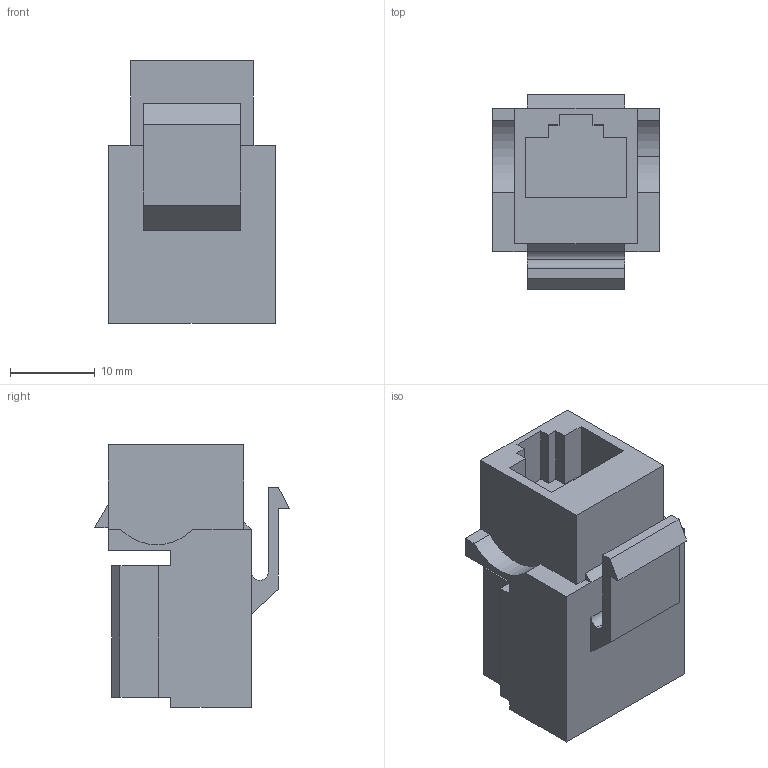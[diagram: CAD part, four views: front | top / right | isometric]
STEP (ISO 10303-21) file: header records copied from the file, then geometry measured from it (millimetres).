
FILE_DESCRIPTION (( 'STEP AP203' ), '1' );
FILE_NAME ('CS1-1C5EU-D1 ITK Ìîäóëü Keystone Jack êàò.5E, UTP, IDC Dual, ãîð. çàäåëêà.STEP', '2016-09-29T06:36:59', ( '' ), ( '' ), 'SwSTEP 2.0', 'SolidWorks 2014', '' );
FILE_SCHEMA (( 'CONFIG_CONTROL_DESIGN' ));
Length unit declared in the file: millimetre
Products named in the file (2): CS1-1C5EU-D1 ITK Ìîäóëü Keystone Jack êàò.5E, UTP, IDC Dual, ãîð. çàäåëêà
Bounding box: 19.7 x 23 x 31 mm (x, y, z)
Volume: 7029.2 mm3; surface area: 3811.5 mm2
Topology: 1 solids, 1 shells, 72 faces, 195 edges, 128 vertices
Faces by surface type: plane 66, cylinder 6
Entity records: 2378 total; most frequent: CARTESIAN_POINT 397, ORIENTED_EDGE 390, DIRECTION 355, EDGE_CURVE 195, LINE 183, VECTOR 183, VERTEX_POINT 128, AXIS2_PLACEMENT_3D 86
